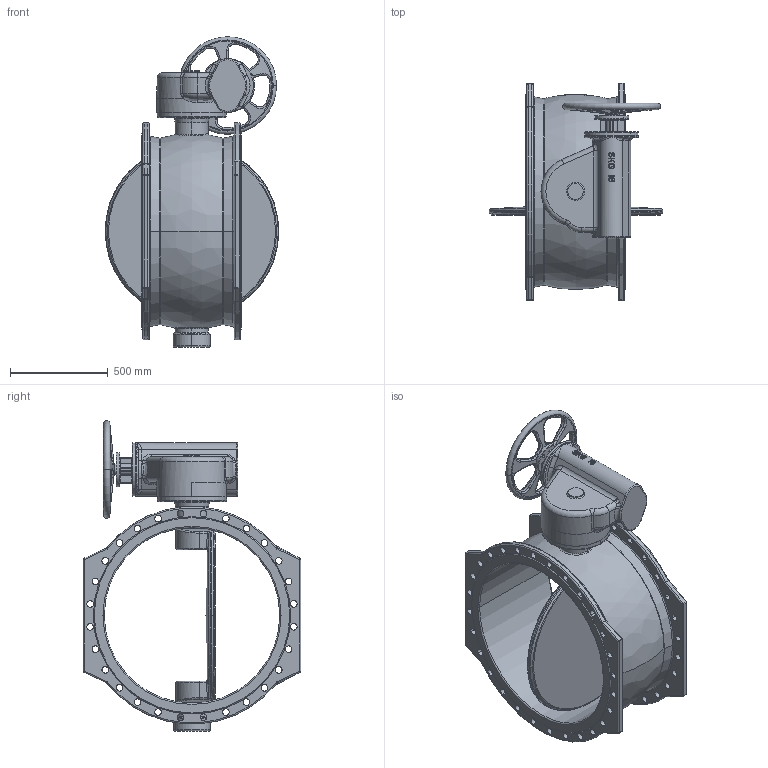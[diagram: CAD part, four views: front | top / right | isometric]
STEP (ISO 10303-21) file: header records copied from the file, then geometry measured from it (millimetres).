
FILE_DESCRIPTION((''),'2;1');
FILE_NAME('0D231094_ASM','2014-12-12T',('jgrossmann'),(''),'PRO/ENGINEER BY PARAMETRIC TECHNOLOGY CORPORATION, 2010040','PRO/ENGINEER BY PARAMETRIC TECHNOLOGY CORPORATION, 2010040','');
FILE_SCHEMA(('AUTOMOTIVE_DESIGN_CC2 { 1 2 10303 214 -1 1 5 2 }'));
Products named in the file (6): F0D231084; M0D231084; NET_SKG_16; NET_ANTRFLANSCH_SKG_16_F14_F_HR; 500_30_NABENLOCH; 0D231094_ASM
Assembly tree (5 placements, depth 2):
  0D231094_ASM
    F0D231084
    M0D231084
    NET_SKG_16
    NET_ANTRFLANSCH_SKG_16_F14_F_HR
    500_30_NABENLOCH
Bounding box: 890 x 1115 x 1591.5 mm (x, y, z)
Volume: 158997869.4 mm3; surface area: 7465112.5 mm2
Topology: 5 solids, 5 shells, 1276 faces, 3321 edges, 2089 vertices
Faces by surface type: plane 661, cylinder 317, torus 134, bspline 114, sphere 34, cone 16
Entity records: 57240 total; most frequent: CARTESIAN_POINT 15512, ORIENTED_EDGE 6638, DIRECTION 6034, EDGE_CURVE 3319, PRESENTATION_STYLE_ASSIGNMENT 3303, STYLED_ITEM 3263, CURVE_STYLE 3213, AXIS2_PLACEMENT_3D 2211
